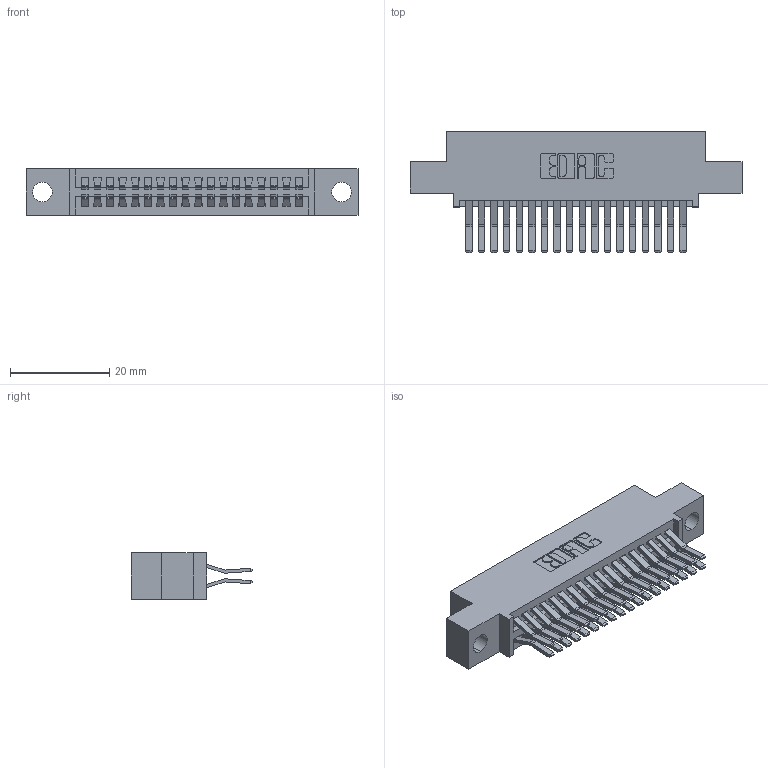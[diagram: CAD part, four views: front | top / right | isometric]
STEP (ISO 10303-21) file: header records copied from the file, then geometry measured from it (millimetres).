
FILE_DESCRIPTION (( 'STEP AP203' ), '1' );
FILE_NAME ('345-036-560-504.STEP', '2018-08-30T01:32:59', ( '' ), ( '' ), 'SwSTEP 2.0', 'SolidWorks 2016', '' );
FILE_SCHEMA (( 'CONFIG_CONTROL_DESIGN' ));
Length unit declared in the file: inch
Products named in the file (3): 345 Part_0.110 Offset - 0.156 Dia-TH; 345-292-001_560 Tail; 345-036-560-504
Assembly tree (37 placements, depth 2):
  345-036-560-504
    345 Part_0.110 Offset - 0.156 Dia-TH
    345-292-001_560 Tail  x36
Bounding box: 66.93 x 24.45 x 9.4 mm (x, y, z)
Volume: 6353.5 mm3; surface area: 9441.6 mm2
Topology: 37 solids, 37 shells, 2002 faces, 5933 edges, 3906 vertices
Faces by surface type: plane 1272, cylinder 730
Entity records: 17577 total; most frequent: CARTESIAN_POINT 2972, ORIENTED_EDGE 2906, DIRECTION 2653, EDGE_CURVE 1453, VECTOR 1245, LINE 1245, VERTEX_POINT 966, AXIS2_PLACEMENT_3D 704
